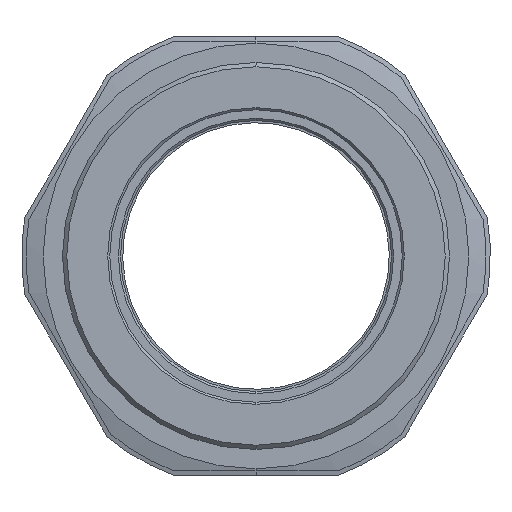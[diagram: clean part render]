
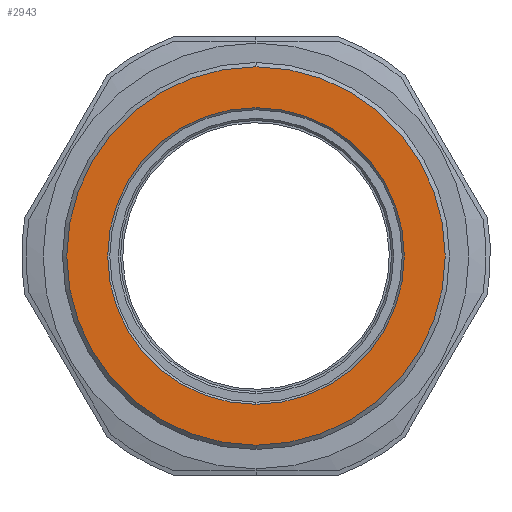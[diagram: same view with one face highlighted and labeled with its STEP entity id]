
A CAD part, front view. The second image highlights one B-rep face of the part: STEP entity #2943.
In plain terms, the highlighted planar face has unit normal (0, -1, 0).
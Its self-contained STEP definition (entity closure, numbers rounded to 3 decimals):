
#22 = CIRCLE ( 'NONE', #163, 34.5 ) ;
#98 = EDGE_CURVE ( 'NONE', #1958, #429, #3053, .T. ) ;
#144 = CARTESIAN_POINT ( 'NONE',  ( 0., 0., 0. ) ) ;
#163 = AXIS2_PLACEMENT_3D ( 'NONE', #2228, #828, #2463 ) ;
#165 = CARTESIAN_POINT ( 'NONE',  ( 0., 0., 34.5 ) ) ;
#265 = CARTESIAN_POINT ( 'NONE',  ( 28.868, 0., 50. ) ) ;
#429 = VERTEX_POINT ( 'NONE', #2756 ) ;
#444 = EDGE_CURVE ( 'NONE', #429, #1958, #2475, .T. ) ;
#462 = FACE_OUTER_BOUND ( 'NONE', #531, .T. ) ;
#497 = DIRECTION ( 'NONE',  ( 0., 1., 0. ) ) ;
#531 = EDGE_LOOP ( 'NONE', ( #1424, #1770 ) ) ;
#542 = FACE_BOUND ( 'NONE', #1063, .T. ) ;
#580 = CARTESIAN_POINT ( 'NONE',  ( 0., 0., 0. ) ) ;
#828 = DIRECTION ( 'NONE',  ( 0., 1., 0. ) ) ;
#1063 = EDGE_LOOP ( 'NONE', ( #1294, #2053 ) ) ;
#1123 = EDGE_CURVE ( 'NONE', #2167, #2949, #22, .T. ) ;
#1212 = CARTESIAN_POINT ( 'NONE',  ( 0., 0., -34.5 ) ) ;
#1250 = EDGE_CURVE ( 'NONE', #2949, #2167, #1697, .T. ) ;
#1273 = AXIS2_PLACEMENT_3D ( 'NONE', #1546, #2958, #1310 ) ;
#1294 = ORIENTED_EDGE ( 'NONE', *, *, #1250, .T. ) ;
#1310 = DIRECTION ( 'NONE',  ( 0., 0., 1. ) ) ;
#1424 = ORIENTED_EDGE ( 'NONE', *, *, #98, .T. ) ;
#1427 = AXIS2_PLACEMENT_3D ( 'NONE', #580, #497, #1917 ) ;
#1546 = CARTESIAN_POINT ( 'NONE',  ( 0., 0., 0. ) ) ;
#1564 = DIRECTION ( 'NONE',  ( 0., -1., 0. ) ) ;
#1697 = CIRCLE ( 'NONE', #1427, 34.5 ) ;
#1770 = ORIENTED_EDGE ( 'NONE', *, *, #444, .T. ) ;
#1917 = DIRECTION ( 'NONE',  ( 0., 0., 1. ) ) ;
#1958 = VERTEX_POINT ( 'NONE', #2854 ) ;
#2053 = ORIENTED_EDGE ( 'NONE', *, *, #1123, .T. ) ;
#2140 = DIRECTION ( 'NONE',  ( 0., 1., 0. ) ) ;
#2147 = PLANE ( 'NONE',  #2732 ) ;
#2167 = VERTEX_POINT ( 'NONE', #165 ) ;
#2228 = CARTESIAN_POINT ( 'NONE',  ( 0., 0., 0. ) ) ;
#2322 = AXIS2_PLACEMENT_3D ( 'NONE', #144, #1564, #2966 ) ;
#2378 = DIRECTION ( 'NONE',  ( 0., 0., 1. ) ) ;
#2463 = DIRECTION ( 'NONE',  ( 0., 0., 1. ) ) ;
#2475 = CIRCLE ( 'NONE', #2322, 44. ) ;
#2732 = AXIS2_PLACEMENT_3D ( 'NONE', #265, #2140, #2378 ) ;
#2756 = CARTESIAN_POINT ( 'NONE',  ( 0., 0., -44. ) ) ;
#2854 = CARTESIAN_POINT ( 'NONE',  ( 0., 0., 44. ) ) ;
#2943 = ADVANCED_FACE ( 'NONE', ( #542, #462 ), #2147, .F. ) ;
#2949 = VERTEX_POINT ( 'NONE', #1212 ) ;
#2958 = DIRECTION ( 'NONE',  ( 0., -1., 0. ) ) ;
#2966 = DIRECTION ( 'NONE',  ( 0., 0., 1. ) ) ;
#3053 = CIRCLE ( 'NONE', #1273, 44. ) ;
